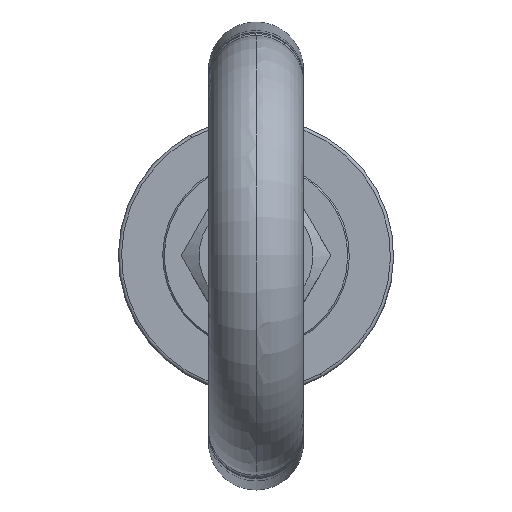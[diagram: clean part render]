
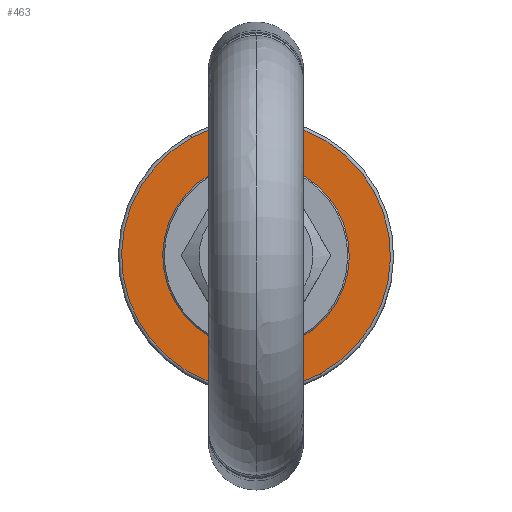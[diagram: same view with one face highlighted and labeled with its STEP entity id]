
A CAD part, top view. The second image highlights one B-rep face of the part: STEP entity #463.
In plain terms, the highlighted planar face has unit normal (0, 0, 1).
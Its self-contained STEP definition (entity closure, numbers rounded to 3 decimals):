
#335=CARTESIAN_POINT('Vertex',(14.143,-25.889,-68.5)) ;
#338=CARTESIAN_POINT('Axis2P3D Location',(0.,0.,-68.5)) ;
#342=CARTESIAN_POINT('Vertex',(-14.143,25.889,-68.5)) ;
#357=CARTESIAN_POINT('Axis2P3D Location',(0.,0.,-68.5)) ;
#374=CARTESIAN_POINT('Axis2P3D Location',(0.,0.,-68.5)) ;
#378=CARTESIAN_POINT('Vertex',(20.376,-37.297,-68.5)) ;
#380=CARTESIAN_POINT('Vertex',(-20.376,37.297,-68.5)) ;
#409=CARTESIAN_POINT('Axis2P3D Location',(0.,0.,-68.5)) ;
#450=CARTESIAN_POINT('Axis2P3D Location',(0.,-29.5,-68.5)) ;
#339=DIRECTION('Axis2P3D Direction',(0.,0.,1.)) ;
#358=DIRECTION('Axis2P3D Direction',(0.,0.,1.)) ;
#375=DIRECTION('Axis2P3D Direction',(0.,0.,1.)) ;
#410=DIRECTION('Axis2P3D Direction',(0.,0.,1.)) ;
#451=DIRECTION('Axis2P3D Direction',(0.,0.,1.)) ;
#452=DIRECTION('Axis2P3D XDirection',(1.,-0.,0.)) ;
#340=AXIS2_PLACEMENT_3D('Circle Axis2P3D',#338,#339,$) ;
#359=AXIS2_PLACEMENT_3D('Circle Axis2P3D',#357,#358,$) ;
#376=AXIS2_PLACEMENT_3D('Circle Axis2P3D',#374,#375,$) ;
#411=AXIS2_PLACEMENT_3D('Circle Axis2P3D',#409,#410,$) ;
#453=AXIS2_PLACEMENT_3D('Plane Axis2P3D',#450,#451,#452) ;
#456=ORIENTED_EDGE('',*,*,#413,.T.) ;
#457=ORIENTED_EDGE('',*,*,#382,.T.) ;
#460=ORIENTED_EDGE('',*,*,#344,.F.) ;
#461=ORIENTED_EDGE('',*,*,#361,.F.) ;
#462=FACE_BOUND('',#459,.T.) ;
#463=ADVANCED_FACE('\X2\672C9AD4\X0\.2',(#458,#462),#454,.T.) ;
#341=CIRCLE('generated circle',#340,29.5) ;
#360=CIRCLE('generated circle',#359,29.5) ;
#377=CIRCLE('generated circle',#376,42.5) ;
#412=CIRCLE('generated circle',#411,42.5) ;
#344=EDGE_CURVE('',#336,#343,#341,.T.) ;
#361=EDGE_CURVE('',#343,#336,#360,.T.) ;
#382=EDGE_CURVE('',#379,#381,#377,.T.) ;
#413=EDGE_CURVE('',#381,#379,#412,.T.) ;
#455=EDGE_LOOP('',(#456,#457)) ;
#459=EDGE_LOOP('',(#460,#461)) ;
#458=FACE_OUTER_BOUND('',#455,.T.) ;
#454=PLANE('',#453) ;
#336=VERTEX_POINT('',#335) ;
#343=VERTEX_POINT('',#342) ;
#379=VERTEX_POINT('',#378) ;
#381=VERTEX_POINT('',#380) ;
